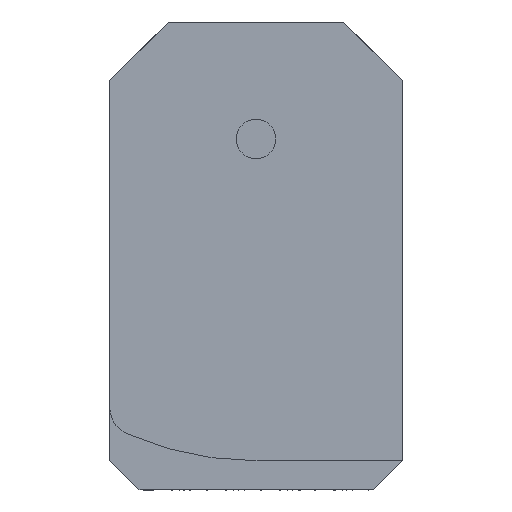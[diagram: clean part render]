
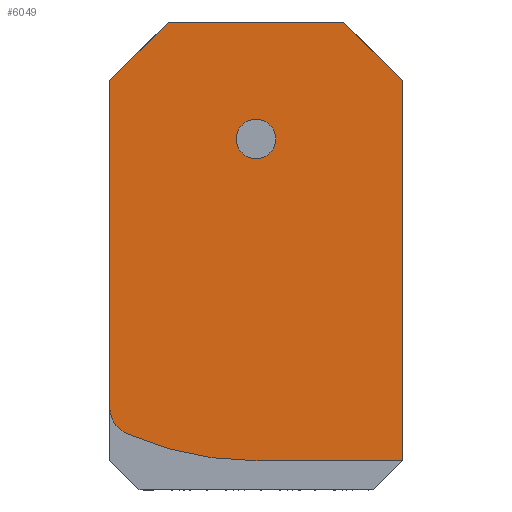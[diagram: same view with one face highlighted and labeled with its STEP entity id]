
A CAD part, front view. The second image highlights one B-rep face of the part: STEP entity #6049.
In plain terms, the highlighted planar face has unit normal (0, -1, 0).
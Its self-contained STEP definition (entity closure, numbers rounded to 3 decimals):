
#676=LINE('',#7829,#1158);
#890=LINE('',#9792,#1372);
#940=LINE('',#9898,#1422);
#1116=LINE('',#10297,#1598);
#1118=LINE('',#10313,#1600);
#1120=LINE('',#10322,#1602);
#1158=VECTOR('',#6473,1000.);
#1372=VECTOR('',#6905,1000.);
#1422=VECTOR('',#7041,1000.);
#1598=VECTOR('',#7543,1000.);
#1600=VECTOR('',#7573,1000.);
#1602=VECTOR('',#7585,1000.);
#3410=ORIENTED_EDGE('',*,*,#3495,.F.);
#3411=ORIENTED_EDGE('',*,*,#3499,.F.);
#3412=ORIENTED_EDGE('',*,*,#4326,.T.);
#3413=ORIENTED_EDGE('',*,*,#3489,.T.);
#3414=ORIENTED_EDGE('',*,*,#4320,.F.);
#3415=ORIENTED_EDGE('',*,*,#4322,.T.);
#3416=ORIENTED_EDGE('',*,*,#4083,.F.);
#3417=ORIENTED_EDGE('',*,*,#4135,.T.);
#3418=ORIENTED_EDGE('',*,*,#4324,.F.);
#3489=EDGE_CURVE('',#4393,#4392,#676,.T.);
#3495=EDGE_CURVE('',#4397,#4398,#4907,.T.);
#3499=EDGE_CURVE('',#4399,#4397,#4908,.T.);
#4083=EDGE_CURVE('',#4878,#4879,#890,.T.);
#4135=EDGE_CURVE('',#4878,#4398,#940,.T.);
#4320=EDGE_CURVE('',#4898,#4392,#1116,.T.);
#4322=EDGE_CURVE('',#4898,#4879,#1118,.T.);
#4324=EDGE_CURVE('',#4900,#4900,#4910,.T.);
#4326=EDGE_CURVE('',#4399,#4393,#1120,.T.);
#4392=VERTEX_POINT('',#7828);
#4393=VERTEX_POINT('',#7830);
#4397=VERTEX_POINT('',#7846);
#4398=VERTEX_POINT('',#7847);
#4399=VERTEX_POINT('',#7852);
#4878=VERTEX_POINT('',#9791);
#4879=VERTEX_POINT('',#9793);
#4898=VERTEX_POINT('',#10296);
#4900=VERTEX_POINT('',#10319);
#4907=CIRCLE('',#6077,2.);
#4908=CIRCLE('',#6079,22.);
#4910=CIRCLE('',#6407,1.35);
#5247=EDGE_LOOP('',(#3410,#3411,#3412,#3413,#3414,#3415,#3416,#3417));
#5248=EDGE_LOOP('',(#3418));
#5585=FACE_BOUND('',#5247,.T.);
#5586=FACE_BOUND('',#5248,.T.);
#5712=PLANE('',#6409);
#6049=ADVANCED_FACE('',(#5585,#5586),#5712,.T.);
#6077=AXIS2_PLACEMENT_3D('',#7845,#6481,#6482);
#6079=AXIS2_PLACEMENT_3D('',#7853,#6488,#6489);
#6407=AXIS2_PLACEMENT_3D('',#10318,#7580,#7581);
#6409=AXIS2_PLACEMENT_3D('',#10323,#7586,#7587);
#6473=DIRECTION('',(0.,0.,1.));
#6481=DIRECTION('',(0.,1.,0.));
#6482=DIRECTION('',(-0.4,0.,-0.917));
#6488=DIRECTION('',(0.,1.,0.));
#6489=DIRECTION('',(0.,0.,-1.));
#6905=DIRECTION('',(0.707,0.,0.707));
#7041=DIRECTION('',(0.,0.,-1.));
#7543=DIRECTION('',(0.707,0.,-0.707));
#7573=DIRECTION('',(-1.,0.,0.));
#7580=DIRECTION('',(0.,-1.,0.));
#7581=DIRECTION('',(1.,0.,0.));
#7585=DIRECTION('',(1.,0.,0.));
#7586=DIRECTION('',(0.,-1.,0.));
#7587=DIRECTION('',(1.,0.,0.));
#7828=CARTESIAN_POINT('',(499.,249.,-295.));
#7829=CARTESIAN_POINT('',(499.,249.,-308.));
#7830=CARTESIAN_POINT('',(499.,249.,-321.));
#7845=CARTESIAN_POINT('',(481.,249.,-317.33));
#7846=CARTESIAN_POINT('',(480.2,249.,-319.163));
#7847=CARTESIAN_POINT('',(479.,249.,-317.33));
#7852=CARTESIAN_POINT('',(489.,249.,-321.));
#7853=CARTESIAN_POINT('',(489.,249.,-299.));
#9791=CARTESIAN_POINT('',(479.,249.,-295.));
#9792=CARTESIAN_POINT('',(481.,249.,-293.));
#9793=CARTESIAN_POINT('',(483.,249.,-291.));
#9898=CARTESIAN_POINT('',(479.,249.,-306.165));
#10296=CARTESIAN_POINT('',(495.,249.,-291.));
#10297=CARTESIAN_POINT('',(497.,249.,-293.));
#10313=CARTESIAN_POINT('',(489.,249.,-291.));
#10318=CARTESIAN_POINT('',(489.,249.,-299.));
#10319=CARTESIAN_POINT('',(490.35,249.,-299.));
#10322=CARTESIAN_POINT('',(494.,249.,-321.));
#10323=CARTESIAN_POINT('',(478.999,249.,-321.001));
